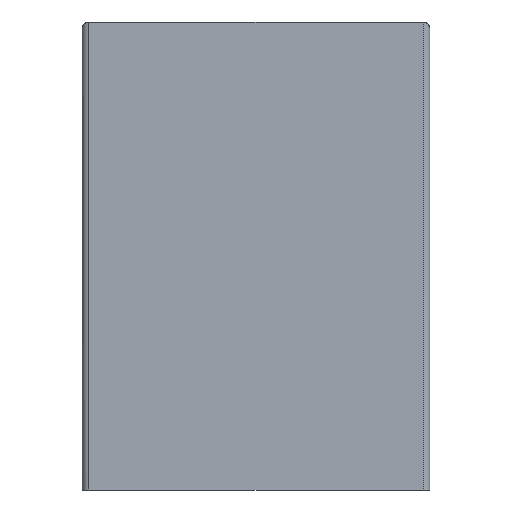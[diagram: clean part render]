
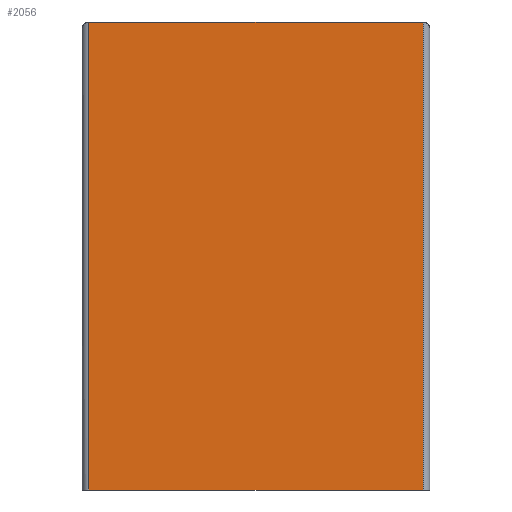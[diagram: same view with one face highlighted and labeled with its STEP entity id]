
A CAD part, front view. The second image highlights one B-rep face of the part: STEP entity #2056.
In plain terms, the highlighted planar face has unit normal (0, -1, 0).
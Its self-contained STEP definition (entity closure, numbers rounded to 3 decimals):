
#21 = CARTESIAN_POINT ( 'NONE',  ( 62.5, -53., 175. ) ) ;
#22 = VERTEX_POINT ( 'NONE', #639 ) ;
#37 = EDGE_CURVE ( 'NONE', #1211, #820, #1942, .T. ) ;
#68 = CARTESIAN_POINT ( 'NONE',  ( -62.5, -53., 175. ) ) ;
#88 = ORIENTED_EDGE ( 'NONE', *, *, #266, .T. ) ;
#117 = VECTOR ( 'NONE', #720, 1000. ) ;
#266 = EDGE_CURVE ( 'NONE', #1840, #1211, #1811, .T. ) ;
#355 = VECTOR ( 'NONE', #1336, 1000. ) ;
#494 = FACE_OUTER_BOUND ( 'NONE', #1379, .T. ) ;
#554 = CARTESIAN_POINT ( 'NONE',  ( 65., -53., 0. ) ) ;
#639 = CARTESIAN_POINT ( 'NONE',  ( 62.5, -53., 0. ) ) ;
#676 = EDGE_CURVE ( 'NONE', #22, #820, #1393, .T. ) ;
#682 = VECTOR ( 'NONE', #1951, 1000. ) ;
#720 = DIRECTION ( 'NONE',  ( -1., 0., 0. ) ) ;
#820 = VERTEX_POINT ( 'NONE', #877 ) ;
#870 = LINE ( 'NONE', #1439, #1297 ) ;
#877 = CARTESIAN_POINT ( 'NONE',  ( -62.5, -53., 0. ) ) ;
#1191 = CARTESIAN_POINT ( 'NONE',  ( -62.5, -53., 1000. ) ) ;
#1204 = CARTESIAN_POINT ( 'NONE',  ( 65., -53., 175. ) ) ;
#1211 = VERTEX_POINT ( 'NONE', #68 ) ;
#1249 = AXIS2_PLACEMENT_3D ( 'NONE', #2106, #2109, #2114 ) ;
#1297 = VECTOR ( 'NONE', #1429, 1000. ) ;
#1336 = DIRECTION ( 'NONE',  ( 0., 0., -1. ) ) ;
#1379 = EDGE_LOOP ( 'NONE', ( #1607, #88, #2007, #2107 ) ) ;
#1393 = LINE ( 'NONE', #554, #117 ) ;
#1429 = DIRECTION ( 'NONE',  ( 0., 0., 1. ) ) ;
#1439 = CARTESIAN_POINT ( 'NONE',  ( 62.5, -53., 1000. ) ) ;
#1607 = ORIENTED_EDGE ( 'NONE', *, *, #1896, .T. ) ;
#1811 = LINE ( 'NONE', #1204, #682 ) ;
#1840 = VERTEX_POINT ( 'NONE', #21 ) ;
#1896 = EDGE_CURVE ( 'NONE', #22, #1840, #870, .T. ) ;
#1942 = LINE ( 'NONE', #1191, #355 ) ;
#1951 = DIRECTION ( 'NONE',  ( -1., 0., 0. ) ) ;
#2007 = ORIENTED_EDGE ( 'NONE', *, *, #37, .T. ) ;
#2056 = ADVANCED_FACE ( 'NONE', ( #494 ), #2111, .F. ) ;
#2106 = CARTESIAN_POINT ( 'NONE',  ( 0., -53., 1000. ) ) ;
#2107 = ORIENTED_EDGE ( 'NONE', *, *, #676, .F. ) ;
#2109 = DIRECTION ( 'NONE',  ( 0., 1., 0. ) ) ;
#2111 = PLANE ( 'NONE',  #1249 ) ;
#2114 = DIRECTION ( 'NONE',  ( 0., 0., 1. ) ) ;
